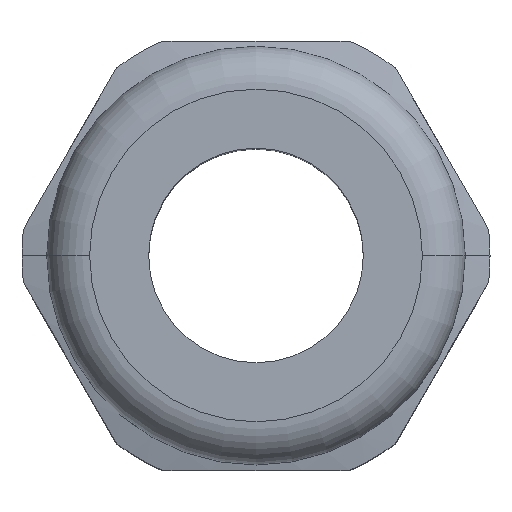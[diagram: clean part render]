
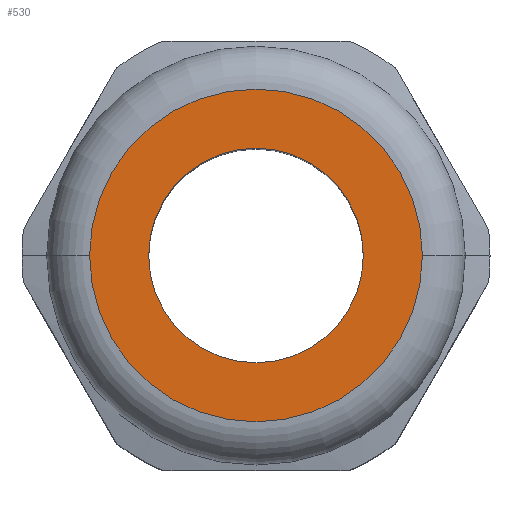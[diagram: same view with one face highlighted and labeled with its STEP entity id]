
A CAD part, top view. The second image highlights one B-rep face of the part: STEP entity #530.
In plain terms, the highlighted planar face has unit normal (0, 0, 1).
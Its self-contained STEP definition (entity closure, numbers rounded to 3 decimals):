
#14 = AXIS2_PLACEMENT_3D ( 'NONE', #1122, #1121, #1120 ) ;
#16 = FACE_OUTER_BOUND ( 'NONE', #623, .T. ) ;
#26 = FACE_BOUND ( 'NONE', #622, .T. ) ;
#170 = DIRECTION ( 'NONE',  ( 1., 0., 0. ) ) ;
#171 = DIRECTION ( 'NONE',  ( 0., 0., 1. ) ) ;
#172 = CARTESIAN_POINT ( 'NONE',  ( 0., 0., 28. ) ) ;
#377 = CIRCLE ( 'NONE', #1527, 5. ) ;
#380 = CIRCLE ( 'NONE', #1525, 7.75 ) ;
#390 = CIRCLE ( 'NONE', #1509, 7.75 ) ;
#426 = CIRCLE ( 'NONE', #793, 5. ) ;
#475 = EDGE_CURVE ( 'NONE', #959, #960, #426, .T. ) ;
#530 = ADVANCED_FACE ( 'NONE', ( #26, #16 ), #1123, .T. ) ;
#572 = EDGE_CURVE ( 'NONE', #964, #963, #390, .T. ) ;
#581 = EDGE_CURVE ( 'NONE', #963, #964, #380, .T. ) ;
#583 = EDGE_CURVE ( 'NONE', #960, #959, #377, .T. ) ;
#622 = EDGE_LOOP ( 'NONE', ( #682, #680 ) ) ;
#623 = EDGE_LOOP ( 'NONE', ( #683, #679 ) ) ;
#679 = ORIENTED_EDGE ( 'NONE', *, *, #581, .T. ) ;
#680 = ORIENTED_EDGE ( 'NONE', *, *, #475, .F. ) ;
#682 = ORIENTED_EDGE ( 'NONE', *, *, #583, .F. ) ;
#683 = ORIENTED_EDGE ( 'NONE', *, *, #572, .T. ) ;
#793 = AXIS2_PLACEMENT_3D ( 'NONE', #172, #171, #170 ) ;
#959 = VERTEX_POINT ( 'NONE', #1404 ) ;
#960 = VERTEX_POINT ( 'NONE', #1405 ) ;
#963 = VERTEX_POINT ( 'NONE', #1408 ) ;
#964 = VERTEX_POINT ( 'NONE', #1409 ) ;
#1120 = DIRECTION ( 'NONE',  ( 1., 0., 0. ) ) ;
#1121 = DIRECTION ( 'NONE',  ( 0., 0., 1. ) ) ;
#1122 = CARTESIAN_POINT ( 'NONE',  ( 0., 0., 28. ) ) ;
#1123 = PLANE ( 'NONE',  #14 ) ;
#1347 = CARTESIAN_POINT ( 'NONE',  ( 0., 0., 28. ) ) ;
#1351 = DIRECTION ( 'NONE',  ( 0., 0., 1. ) ) ;
#1352 = DIRECTION ( 'NONE',  ( 1., 0., 0. ) ) ;
#1374 = CARTESIAN_POINT ( 'NONE',  ( 0., 0., 28. ) ) ;
#1378 = DIRECTION ( 'NONE',  ( 0., 0., 1. ) ) ;
#1379 = DIRECTION ( 'NONE',  ( 1., 0., 0. ) ) ;
#1383 = CARTESIAN_POINT ( 'NONE',  ( 0., 0., 28. ) ) ;
#1384 = DIRECTION ( 'NONE',  ( 0., 0., 1. ) ) ;
#1385 = DIRECTION ( 'NONE',  ( 1., 0., 0. ) ) ;
#1404 = CARTESIAN_POINT ( 'NONE',  ( -5., 0., 28. ) ) ;
#1405 = CARTESIAN_POINT ( 'NONE',  ( 5., 0., 28. ) ) ;
#1408 = CARTESIAN_POINT ( 'NONE',  ( -7.75, 0., 28. ) ) ;
#1409 = CARTESIAN_POINT ( 'NONE',  ( 7.75, 0., 28. ) ) ;
#1509 = AXIS2_PLACEMENT_3D ( 'NONE', #1347, #1351, #1352 ) ;
#1525 = AXIS2_PLACEMENT_3D ( 'NONE', #1374, #1378, #1379 ) ;
#1527 = AXIS2_PLACEMENT_3D ( 'NONE', #1383, #1384, #1385 ) ;
